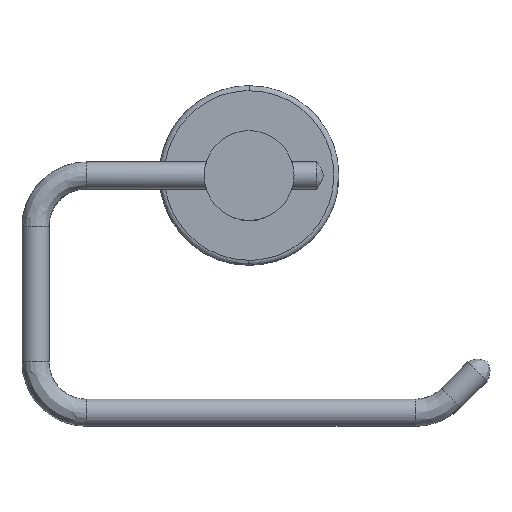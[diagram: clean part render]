
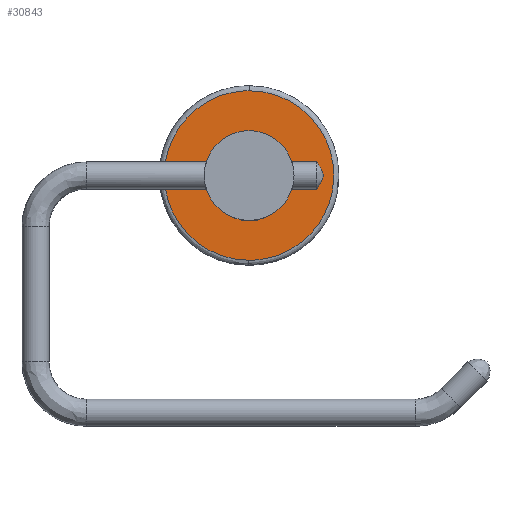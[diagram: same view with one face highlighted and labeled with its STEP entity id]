
A CAD part, front view. The second image highlights one B-rep face of the part: STEP entity #30843.
In plain terms, the highlighted planar face has unit normal (0, -1, 0).
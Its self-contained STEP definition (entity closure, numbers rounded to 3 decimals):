
#659 = VERTEX_POINT ( 'NONE', #16947 ) ;
#907 = EDGE_LOOP ( 'NONE', ( #16502, #18980 ) ) ;
#1767 = CARTESIAN_POINT ( 'NONE',  ( -25., 0., 0. ) ) ;
#2405 = EDGE_CURVE ( 'NONE', #17998, #9309, #34664, .T. ) ;
#3080 = DIRECTION ( 'NONE',  ( 0., -1., 0. ) ) ;
#3130 = CARTESIAN_POINT ( 'NONE',  ( -24.692, 0., 49.846 ) ) ;
#4835 = CARTESIAN_POINT ( 'NONE',  ( 25., 0., -0.155 ) ) ;
#6906 = EDGE_CURVE ( 'NONE', #23979, #11979, #9329, .T. ) ;
#7897 = EDGE_CURVE ( 'NONE', #11979, #15214, #37454, .T. ) ;
#8190 = EDGE_CURVE ( 'NONE', #659, #23979, #17731, .T. ) ;
#9309 = VERTEX_POINT ( 'NONE', #12828 ) ;
#9329 =( BOUNDED_CURVE ( )  B_SPLINE_CURVE ( 3, ( #36526, #39213, #29750, #4835 ),
 .UNSPECIFIED., .F., .T. ) 
 B_SPLINE_CURVE_WITH_KNOTS ( ( 4, 4 ),
 ( 0., 0.002 ),
 .UNSPECIFIED. ) 
 CURVE ( )  GEOMETRIC_REPRESENTATION_ITEM ( )  RATIONAL_B_SPLINE_CURVE ( ( 1., 1., 1., 1. ) ) 
 REPRESENTATION_ITEM ( '' )  );
#9740 = EDGE_LOOP ( 'NONE', ( #11838, #38523, #34927, #20986 ) ) ;
#10041 = EDGE_CURVE ( 'NONE', #9309, #17998, #17117, .T. ) ;
#11503 = CARTESIAN_POINT ( 'NONE',  ( 25., 0., 0. ) ) ;
#11838 = ORIENTED_EDGE ( 'NONE', *, *, #6906, .F. ) ;
#11979 = VERTEX_POINT ( 'NONE', #28226 ) ;
#12641 =( BOUNDED_CURVE ( )  B_SPLINE_CURVE ( 3, ( #1767, #23794, #14730, #16989 ),
 .UNSPECIFIED., .F., .F. ) 
 B_SPLINE_CURVE_WITH_KNOTS ( ( 4, 4 ),
 ( 0., 0.002 ),
 .UNSPECIFIED. ) 
 CURVE ( )  GEOMETRIC_REPRESENTATION_ITEM ( )  RATIONAL_B_SPLINE_CURVE ( ( 1., 1., 1., 1. ) ) 
 REPRESENTATION_ITEM ( '' )  );
#12828 = CARTESIAN_POINT ( 'NONE',  ( 0., 0., 12.15 ) ) ;
#12832 = CARTESIAN_POINT ( 'NONE',  ( 24.692, 0., -49.846 ) ) ;
#13601 = AXIS2_PLACEMENT_3D ( 'NONE', #24100, #33180, #36461 ) ;
#14730 = CARTESIAN_POINT ( 'NONE',  ( -25., 0., 0.103 ) ) ;
#15214 = VERTEX_POINT ( 'NONE', #16507 ) ;
#15725 = CARTESIAN_POINT ( 'NONE',  ( -25., 0., -49.692 ) ) ;
#16502 = ORIENTED_EDGE ( 'NONE', *, *, #2405, .F. ) ;
#16507 = CARTESIAN_POINT ( 'NONE',  ( -25., 0., 0. ) ) ;
#16947 = CARTESIAN_POINT ( 'NONE',  ( -25., 0., 0.155 ) ) ;
#16989 = CARTESIAN_POINT ( 'NONE',  ( -25., 0., 0.155 ) ) ;
#17117 = CIRCLE ( 'NONE', #40154, 12.15 ) ;
#17731 =( BOUNDED_CURVE ( )  B_SPLINE_CURVE ( 3, ( #37094, #3130, #27626, #30928 ),
 .UNSPECIFIED., .F., .T. ) 
 B_SPLINE_CURVE_WITH_KNOTS ( ( 4, 4 ),
 ( 0.002, 1. ),
 .UNSPECIFIED. ) 
 CURVE ( )  GEOMETRIC_REPRESENTATION_ITEM ( )  RATIONAL_B_SPLINE_CURVE ( ( 1., 0.335, 0.335, 1. ) ) 
 REPRESENTATION_ITEM ( '' )  );
#17998 = VERTEX_POINT ( 'NONE', #33255 ) ;
#18980 = ORIENTED_EDGE ( 'NONE', *, *, #10041, .F. ) ;
#20129 = DIRECTION ( 'NONE',  ( 0., 0., 1. ) ) ;
#20986 = ORIENTED_EDGE ( 'NONE', *, *, #7897, .F. ) ;
#23794 = CARTESIAN_POINT ( 'NONE',  ( -25., 0., 0.052 ) ) ;
#23979 = VERTEX_POINT ( 'NONE', #11503 ) ;
#24100 = CARTESIAN_POINT ( 'NONE',  ( 0., 0., 0. ) ) ;
#25200 = CARTESIAN_POINT ( 'NONE',  ( -25., 0., 0. ) ) ;
#26518 = PLANE ( 'NONE',  #36584 ) ;
#26842 = EDGE_CURVE ( 'NONE', #15214, #659, #12641, .T. ) ;
#27626 = CARTESIAN_POINT ( 'NONE',  ( 25., 0., 49.692 ) ) ;
#28191 = DIRECTION ( 'NONE',  ( 0., 0., -1. ) ) ;
#28226 = CARTESIAN_POINT ( 'NONE',  ( 25., 0., -0.155 ) ) ;
#29750 = CARTESIAN_POINT ( 'NONE',  ( 25., 0., -0.103 ) ) ;
#30843 = ADVANCED_FACE ( 'NONE', ( #37111, #35787 ), #26518, .F. ) ;
#30928 = CARTESIAN_POINT ( 'NONE',  ( 25., 0., 0. ) ) ;
#31281 = CARTESIAN_POINT ( 'NONE',  ( 0., 0., 0. ) ) ;
#33180 = DIRECTION ( 'NONE',  ( 0., -1., 0. ) ) ;
#33255 = CARTESIAN_POINT ( 'NONE',  ( 0., 0., -12.15 ) ) ;
#34664 = CIRCLE ( 'NONE', #13601, 12.15 ) ;
#34927 = ORIENTED_EDGE ( 'NONE', *, *, #26842, .F. ) ;
#35787 = FACE_OUTER_BOUND ( 'NONE', #9740, .T. ) ;
#36461 = DIRECTION ( 'NONE',  ( 0., 0., -1. ) ) ;
#36526 = CARTESIAN_POINT ( 'NONE',  ( 25., 0., 0. ) ) ;
#36584 = AXIS2_PLACEMENT_3D ( 'NONE', #39083, #38886, #20129 ) ;
#37094 = CARTESIAN_POINT ( 'NONE',  ( -25., 0., 0.155 ) ) ;
#37111 = FACE_BOUND ( 'NONE', #907, .T. ) ;
#37454 =( BOUNDED_CURVE ( )  B_SPLINE_CURVE ( 3, ( #37560, #12832, #15725, #25200 ),
 .UNSPECIFIED., .F., .T. ) 
 B_SPLINE_CURVE_WITH_KNOTS ( ( 4, 4 ),
 ( 0.002, 1. ),
 .UNSPECIFIED. ) 
 CURVE ( )  GEOMETRIC_REPRESENTATION_ITEM ( )  RATIONAL_B_SPLINE_CURVE ( ( 1., 0.335, 0.335, 1. ) ) 
 REPRESENTATION_ITEM ( '' )  );
#37560 = CARTESIAN_POINT ( 'NONE',  ( 25., 0., -0.155 ) ) ;
#38523 = ORIENTED_EDGE ( 'NONE', *, *, #8190, .F. ) ;
#38886 = DIRECTION ( 'NONE',  ( 0., 1., 0. ) ) ;
#39083 = CARTESIAN_POINT ( 'NONE',  ( 0., 0., 0. ) ) ;
#39213 = CARTESIAN_POINT ( 'NONE',  ( 25., 0., -0.052 ) ) ;
#40154 = AXIS2_PLACEMENT_3D ( 'NONE', #31281, #3080, #28191 ) ;
